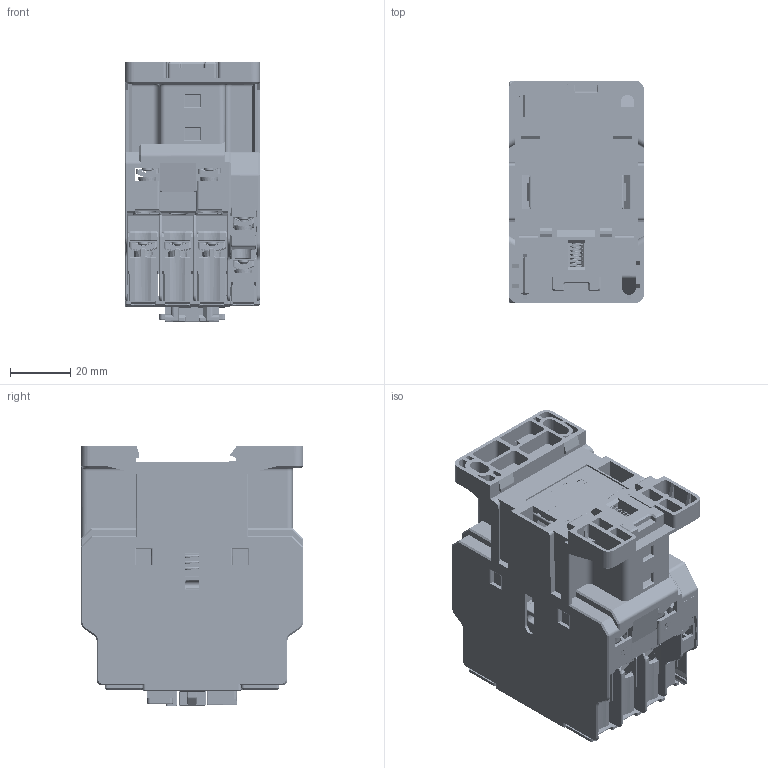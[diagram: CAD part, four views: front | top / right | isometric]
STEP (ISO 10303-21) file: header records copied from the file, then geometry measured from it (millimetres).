
FILE_DESCRIPTION((''),'2;1');
FILE_NAME('2ZTD-400-174_SW0001','2017-03-21T',('xuping'),(''),'PRO/ENGINEER BY PARAMETRIC TECHNOLOGY CORPORATION, 2007090','PRO/ENGINEER BY PARAMETRIC TECHNOLOGY CORPORATION, 2007090','');
FILE_SCHEMA(('CONFIG_CONTROL_DESIGN'));
Products named in the file (1): 2ZTD-400-174_SW0001
Bounding box: 45.25 x 74 x 86.8 mm (x, y, z)
Surface area: 124540 mm2 (no closed solid volume)
Topology: 0 solids, 300 shells, 6649 faces, 27072 edges, 20051 vertices
Faces by surface type: plane 4248, cylinder 1562, cone 318, bspline 207, torus 177, sphere 137
Entity records: 308902 total; most frequent: CARTESIAN_POINT 92911, ORIENTED_EDGE 42198, DIRECTION 41293, EDGE_CURVE 26980, VECTOR 20489, LINE 20489, VERTEX_POINT 20048, AXIS2_PLACEMENT_3D 10402
